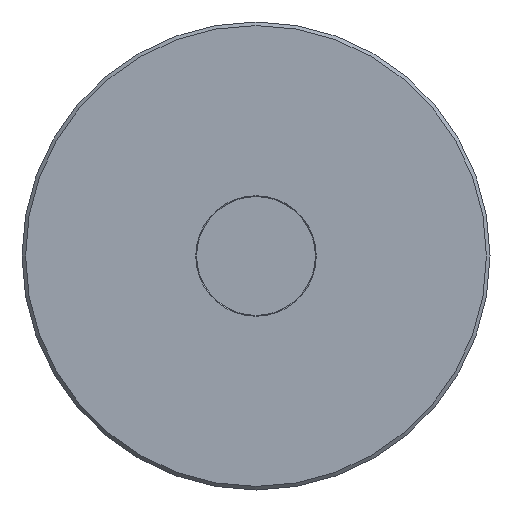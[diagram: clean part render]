
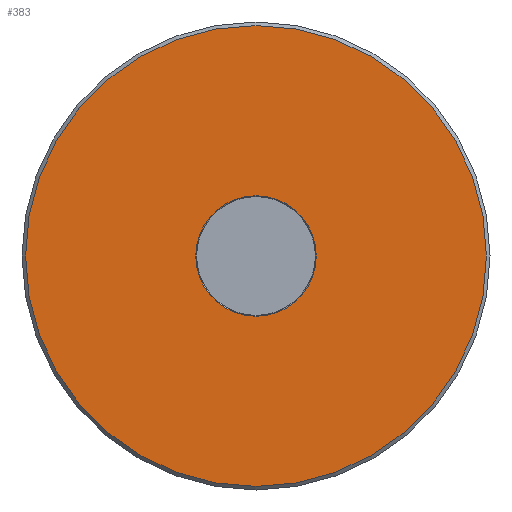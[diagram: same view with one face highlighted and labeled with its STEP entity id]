
A CAD part, front view. The second image highlights one B-rep face of the part: STEP entity #383.
In plain terms, the highlighted planar face has unit normal (0, -1, 0).
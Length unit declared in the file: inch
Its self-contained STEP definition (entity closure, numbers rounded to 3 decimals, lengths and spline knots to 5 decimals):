
#30 = DIRECTION ( 'NONE',  ( 0., 0., -1. ) ) ;
#50 = EDGE_LOOP ( 'NONE', ( #78 ) ) ;
#78 = ORIENTED_EDGE ( 'NONE', *, *, #188, .F. ) ;
#128 = DIRECTION ( 'NONE',  ( 0., 1., 0. ) ) ;
#130 = EDGE_LOOP ( 'NONE', ( #432 ) ) ;
#180 = AXIS2_PLACEMENT_3D ( 'NONE', #210, #404, #30 ) ;
#184 = CARTESIAN_POINT ( 'NONE',  ( 0., 0., 1.939 ) ) ;
#188 = EDGE_CURVE ( 'NONE', #379, #379, #215, .T. ) ;
#195 = DIRECTION ( 'NONE',  ( 0., 1., 0. ) ) ;
#208 = CIRCLE ( 'NONE', #408, 0.50682 ) ;
#210 = CARTESIAN_POINT ( 'NONE',  ( -0.50682, 0., 0. ) ) ;
#215 = CIRCLE ( 'NONE', #411, 1.939 ) ;
#240 = CARTESIAN_POINT ( 'NONE',  ( 0., 0., 0. ) ) ;
#260 = DIRECTION ( 'NONE',  ( 0., 0., 1. ) ) ;
#298 = CARTESIAN_POINT ( 'NONE',  ( 0., 0., 0.50682 ) ) ;
#312 = VERTEX_POINT ( 'NONE', #298 ) ;
#324 = DIRECTION ( 'NONE',  ( 0., 0., 1. ) ) ;
#379 = VERTEX_POINT ( 'NONE', #184 ) ;
#382 = CARTESIAN_POINT ( 'NONE',  ( 0., 0., 0. ) ) ;
#383 = ADVANCED_FACE ( 'NONE', ( #437, #415 ), #420, .T. ) ;
#404 = DIRECTION ( 'NONE',  ( 0., -1., 0. ) ) ;
#408 = AXIS2_PLACEMENT_3D ( 'NONE', #382, #128, #260 ) ;
#411 = AXIS2_PLACEMENT_3D ( 'NONE', #240, #195, #324 ) ;
#415 = FACE_OUTER_BOUND ( 'NONE', #50, .T. ) ;
#420 = PLANE ( 'NONE',  #180 ) ;
#432 = ORIENTED_EDGE ( 'NONE', *, *, #536, .T. ) ;
#437 = FACE_BOUND ( 'NONE', #130, .T. ) ;
#536 = EDGE_CURVE ( 'NONE', #312, #312, #208, .T. ) ;
